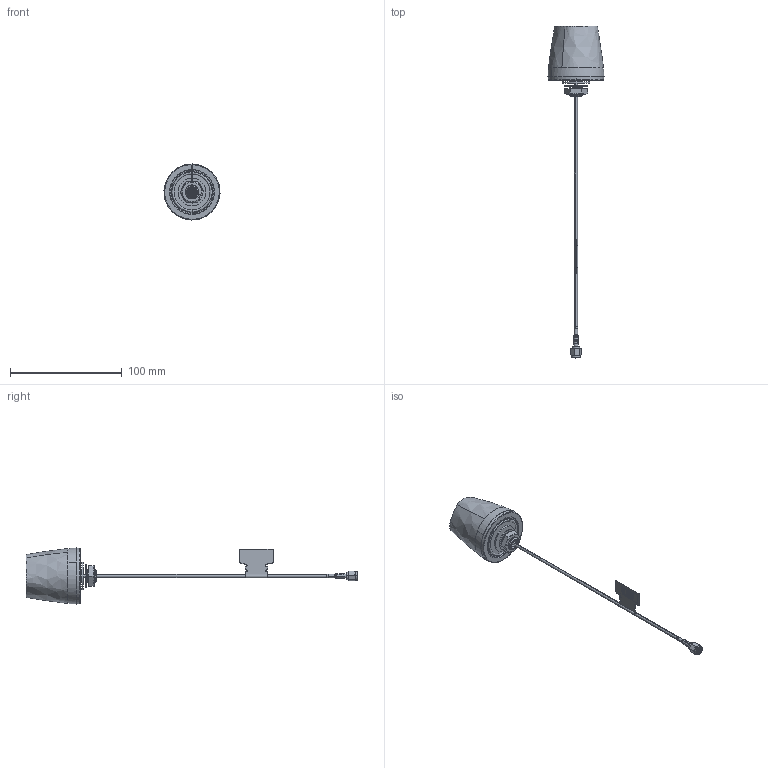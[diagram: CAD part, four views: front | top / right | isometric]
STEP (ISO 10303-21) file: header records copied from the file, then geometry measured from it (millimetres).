
FILE_DESCRIPTION (( 'STEP AP214' ), '1' );
FILE_NAME ('G45.A.201111(Web).STEP', '2020-06-29T07:38:24', ( '' ), ( '' ), 'SwSTEP 2.0', 'SolidWorks 2018', '' );
FILE_SCHEMA (( 'AUTOMOTIVE_DESIGN' ));
Length unit declared in the file: millimetre
Products named in the file (1): G45.A.201111(Web)
Bounding box: 50.12 x 296.68 x 50.12 mm (x, y, z)
Surface area: 16783.1 mm2 (no closed solid volume)
Topology: 0 solids, 40 shells, 228 faces, 1017 edges, 825 vertices
Faces by surface type: bspline 77, plane 73, cylinder 52, cone 26
Entity records: 19492 total; most frequent: CARTESIAN_POINT 9496, ORIENTED_EDGE 1411, DIRECTION 1317, EDGE_CURVE 1017, VERTEX_POINT 825, VECTOR 575, LINE 575, AXIS2_PLACEMENT_3D 371
